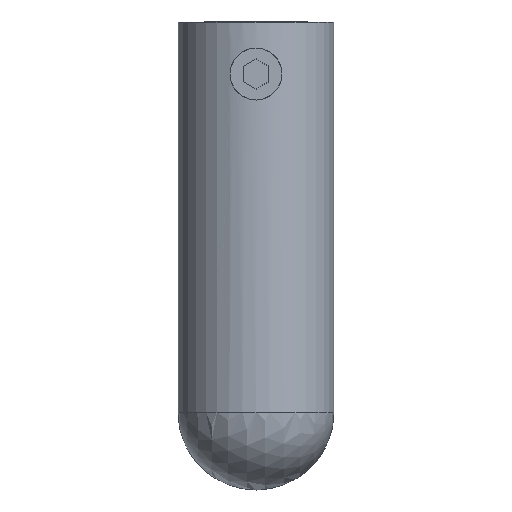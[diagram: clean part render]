
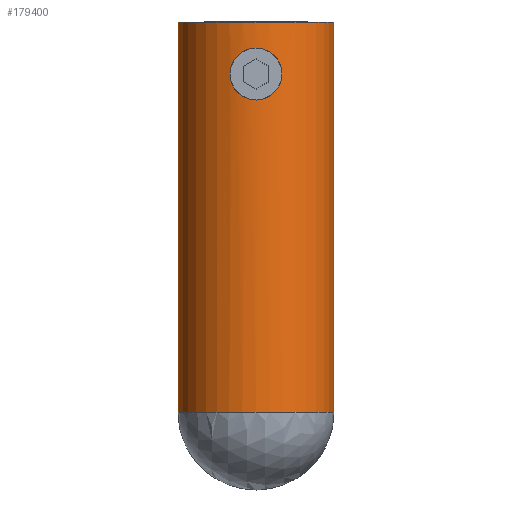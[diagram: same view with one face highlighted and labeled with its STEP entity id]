
A CAD part, front view. The second image highlights one B-rep face of the part: STEP entity #179400.
In plain terms, the highlighted cylindrical face has radius 7.5 mm (diameter 15 mm), a partial arc.
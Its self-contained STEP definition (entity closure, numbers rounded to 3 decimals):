
#370=CARTESIAN_POINT('',(7.5,-49.,-45.269));
#380=VERTEX_POINT('',#370);
#390=CARTESIAN_POINT('',(-7.5,-49.,-45.269));
#400=VERTEX_POINT('',#390);
#430=CARTESIAN_POINT('',(0.,-49.,-45.269));
#440=DIRECTION('',(0.,0.,-1.));
#450=DIRECTION('',(1.,-0.,0.));
#460=AXIS2_PLACEMENT_3D('',#430,#440,#450);
#470=CIRCLE('',#460,7.5);
#480=EDGE_CURVE('',#380,#400,#470,.T.);
#580=CARTESIAN_POINT('',(-7.5,-49.,-10.662));
#590=DIRECTION('',(0.,0.,-1.));
#600=VECTOR('',#590,1.);
#610=LINE('',#580,#600);
#620=CARTESIAN_POINT('',(-7.5,-49.,-14.662));
#630=VERTEX_POINT('',#620);
#640=EDGE_CURVE('',#630,#400,#610,.T.);
#1400=CARTESIAN_POINT('',(7.5,-49.,-10.662));
#1410=DIRECTION('',(0.,0.,-1.));
#1420=VECTOR('',#1410,1.);
#1430=LINE('',#1400,#1420);
#1440=CARTESIAN_POINT('',(7.5,-49.,-14.662));
#1450=VERTEX_POINT('',#1440);
#1460=EDGE_CURVE('',#1450,#380,#1430,.T.);
#2660=CARTESIAN_POINT('',(-7.5,-49.,-7.769));
#2670=VERTEX_POINT('',#2660);
#2700=EDGE_CURVE('',#2670,#630,#610,.T.);
#5480=CARTESIAN_POINT('',(7.5,-49.,-7.769));
#5490=VERTEX_POINT('',#5480);
#5500=EDGE_CURVE('',#5490,#1450,#1430,.T.);
#5690=CARTESIAN_POINT('',(0.,-49.,
-7.769));
#5700=DIRECTION('',(0.,0.,1.));
#5710=DIRECTION('',(-1.,0.,0.));
#5720=AXIS2_PLACEMENT_3D('',#5690,#5700,#5710);
#5730=CIRCLE('',#5720,7.5);
#5740=EDGE_CURVE('',#2670,#5490,#5730,.T.);
#177950=CARTESIAN_POINT('',(-2.5,-56.071,-12.769));
#177960=VERTEX_POINT('',#177950);
#178040=CARTESIAN_POINT('',(2.5,-56.071,-12.769));
#178050=VERTEX_POINT('',#178040);
#178290=CARTESIAN_POINT('',(0.,-49.,-10.662));
#178300=DIRECTION('',(0.,0.,-1.));
#178310=DIRECTION('',(-1.,0.,0.));
#178320=AXIS2_PLACEMENT_3D('',#178290,#178300,#178310);
#178330=CYLINDRICAL_SURFACE('',#178320,7.5);
#178340=CARTESIAN_POINT('',(0.,-57.578,
-12.769));
#178350=DIRECTION('',(0.,-1.,0.));
#178360=DIRECTION('',(-1.,0.,0.));
#178370=AXIS2_PLACEMENT_3D('',#178340,#178350,#178360);
#178380=CYLINDRICAL_SURFACE('',#178370,2.5);
#178390=CARTESIAN_POINT('',(-2.5,-56.071,-12.769));
#178400=CARTESIAN_POINT('',(-2.5,-56.071,-13.159));
#178410=CARTESIAN_POINT('',(-2.408,-56.105,
-13.543));
#178420=CARTESIAN_POINT('',(-2.237,-56.159,
-13.886));
#178430=CARTESIAN_POINT('',(-2.064,-56.213,
-14.232));
#178440=CARTESIAN_POINT('',(-1.816,-56.284,
-14.53));
#178450=CARTESIAN_POINT('',(-1.51,-56.346,
-14.761));
#178460=CARTESIAN_POINT('',(-1.294,-56.391,
-14.925));
#178470=CARTESIAN_POINT('',(-1.054,-56.43,
-15.052));
#178480=CARTESIAN_POINT('',(-0.798,-56.457,
-15.139));
#178490=CARTESIAN_POINT('',(-0.542,-56.485,
-15.225));
#178500=CARTESIAN_POINT('',(-0.271,-56.5,
-15.269));
#178510=CARTESIAN_POINT('',(0.,-56.5,
-15.269));
#178520=CARTESIAN_POINT('',(0.272,-56.5,
-15.269));
#178530=CARTESIAN_POINT('',(0.542,-56.485,
-15.225));
#178540=CARTESIAN_POINT('',(0.798,-56.457,
-15.138));
#178550=CARTESIAN_POINT('',(1.054,-56.43,
-15.052));
#178560=CARTESIAN_POINT('',(1.297,-56.39,
-14.923));
#178570=CARTESIAN_POINT('',(1.512,-56.346,
-14.76));
#178580=CARTESIAN_POINT('',(1.815,-56.284,
-14.53));
#178590=CARTESIAN_POINT('',(2.066,-56.212,
-14.229));
#178600=CARTESIAN_POINT('',(2.237,-56.159,
-13.885));
#178610=CARTESIAN_POINT('',(2.409,-56.105,
-13.541));
#178620=CARTESIAN_POINT('',(2.5,-56.071,-13.156));
#178630=CARTESIAN_POINT('',(2.5,-56.071,-12.769));
#178640=B_SPLINE_CURVE_WITH_KNOTS('',3,(#178390,#178400,#178410,#178420,
#178430,#178440,#178450,#178460,#178470,#178480,#178490,#178500,#178510,
#178520,#178530,#178540,#178550,#178560,#178570,#178580,#178590,#178600,
#178610,#178620,#178630),.UNSPECIFIED.,.F.,.F.,(4,3,3,3,3,3,3,3,4),(0.,
1.162,2.325,3.142,3.956,
4.77,5.589,6.751,7.911),
.UNSPECIFIED.);
#178650=SURFACE_CURVE('',#178640,(#178330,#178380),.CURVE_3D.);
#178660=EDGE_CURVE('',#177960,#178050,#178650,.T.);
#178760=CARTESIAN_POINT('',(2.5,-56.071,-12.769));
#178770=CARTESIAN_POINT('',(2.5,-56.071,-12.381));
#178780=CARTESIAN_POINT('',(2.408,-56.105,
-11.996));
#178790=CARTESIAN_POINT('',(2.237,-56.159,
-11.653));
#178800=CARTESIAN_POINT('',(2.065,-56.212,
-11.308));
#178810=CARTESIAN_POINT('',(1.816,-56.283,
-11.009));
#178820=CARTESIAN_POINT('',(1.511,-56.346,
-10.778));
#178830=CARTESIAN_POINT('',(1.295,-56.391,
-10.614));
#178840=CARTESIAN_POINT('',(1.054,-56.43,
-10.486));
#178850=CARTESIAN_POINT('',(0.798,-56.457,
-10.4));
#178860=CARTESIAN_POINT('',(0.542,-56.485,
-10.314));
#178870=CARTESIAN_POINT('',(0.272,-56.5,
-10.269));
#178880=CARTESIAN_POINT('',(0.,-56.5,
-10.269));
#178890=CARTESIAN_POINT('',(-0.272,-56.5,
-10.269));
#178900=CARTESIAN_POINT('',(-0.542,-56.485,
-10.314));
#178910=CARTESIAN_POINT('',(-0.798,-56.457,
-10.4));
#178920=CARTESIAN_POINT('',(-1.054,-56.43,
-10.486));
#178930=CARTESIAN_POINT('',(-1.296,-56.39,
-10.615));
#178940=CARTESIAN_POINT('',(-1.512,-56.346,
-10.778));
#178950=CARTESIAN_POINT('',(-1.816,-56.284,
-11.009));
#178960=CARTESIAN_POINT('',(-2.065,-56.212,
-11.309));
#178970=CARTESIAN_POINT('',(-2.237,-56.159,
-11.653));
#178980=CARTESIAN_POINT('',(-2.408,-56.105,
-11.996));
#178990=CARTESIAN_POINT('',(-2.5,-56.071,-12.382));
#179000=CARTESIAN_POINT('',(-2.5,-56.071,-12.769));
#179010=B_SPLINE_CURVE_WITH_KNOTS('',3,(#178760,#178770,#178780,#178790,
#178800,#178810,#178820,#178830,#178840,#178850,#178860,#178870,#178880,
#178890,#178900,#178910,#178920,#178930,#178940,#178950,#178960,#178970,
#178980,#178990,#179000),.UNSPECIFIED.,.F.,.F.,(4,3,3,3,3,3,3,3,4),(0.,
1.161,2.324,3.142,3.956,
4.77,5.588,6.75,7.911),
.UNSPECIFIED.);
#179020=SURFACE_CURVE('',#179010,(#178330,#178380),.CURVE_3D.);
#179030=EDGE_CURVE('',#178050,#177960,#179020,.T.);
#179230=CARTESIAN_POINT('',(0.,-49.,-10.662));
#179240=DIRECTION('',(0.,0.,-1.));
#179250=DIRECTION('',(-1.,0.,0.));
#179260=AXIS2_PLACEMENT_3D('',#179230,#179240,#179250);
#179270=CYLINDRICAL_SURFACE('',#179260,7.5);
#179280=ORIENTED_EDGE('',*,*,#480,.F.);
#179290=ORIENTED_EDGE('',*,*,#640,.T.);
#179300=ORIENTED_EDGE('',*,*,#2700,.T.);
#179310=ORIENTED_EDGE('',*,*,#5740,.F.);
#179320=ORIENTED_EDGE('',*,*,#5500,.F.);
#179330=ORIENTED_EDGE('',*,*,#1460,.F.);
#179340=EDGE_LOOP('',(#179330,#179320,#179310,#179300,#179290,#179280));
#179350=FACE_OUTER_BOUND('',#179340,.T.);
#179360=ORIENTED_EDGE('',*,*,#178660,.F.);
#179370=ORIENTED_EDGE('',*,*,#179030,.F.);
#179380=EDGE_LOOP('',(#179370,#179360));
#179390=FACE_BOUND('',#179380,.T.);
#179400=ADVANCED_FACE('',(#179350,#179390),#179270,.T.);
